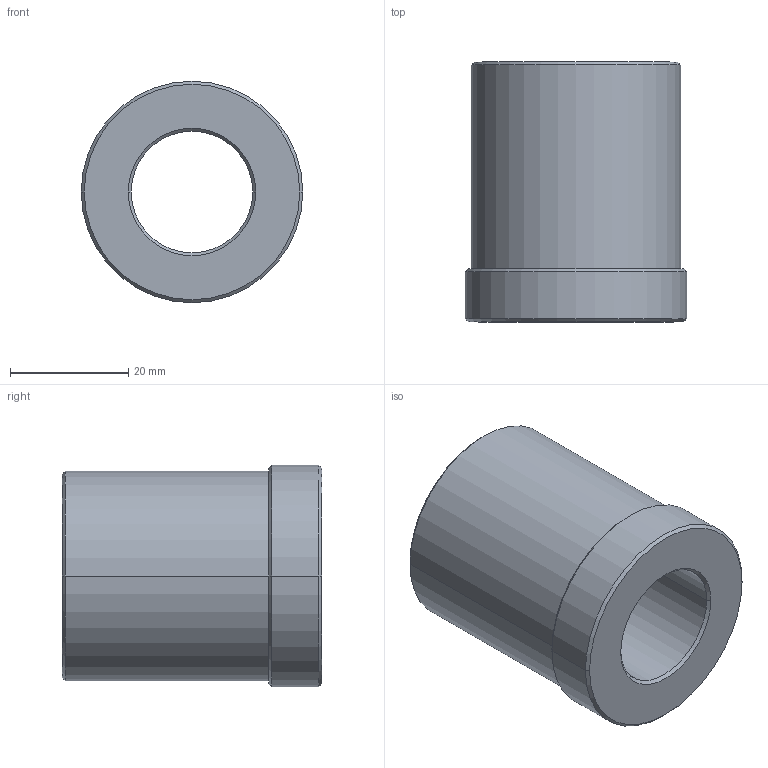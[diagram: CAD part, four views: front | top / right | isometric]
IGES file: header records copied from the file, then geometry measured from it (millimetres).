
Start section:  PTC IGES file: 180-59211.igs
Global section: file name: 180-59211.igs; native system: Pro/ENGINEER by Parametric Technology Corporation; preprocessor: 2005310; author: Salvatore Lanza; organization: Unknown; date: 060303.122524; units: millimetre
Bounding box: 37.5 x 44 x 37.5 mm (x, y, z)
Volume: 29877.4 mm3; surface area: 9212.8 mm2
Topology: 1 solids, 1 shells, 19 faces, 38 edges, 22 vertices
Faces by surface type: revolution 16, bspline 3
